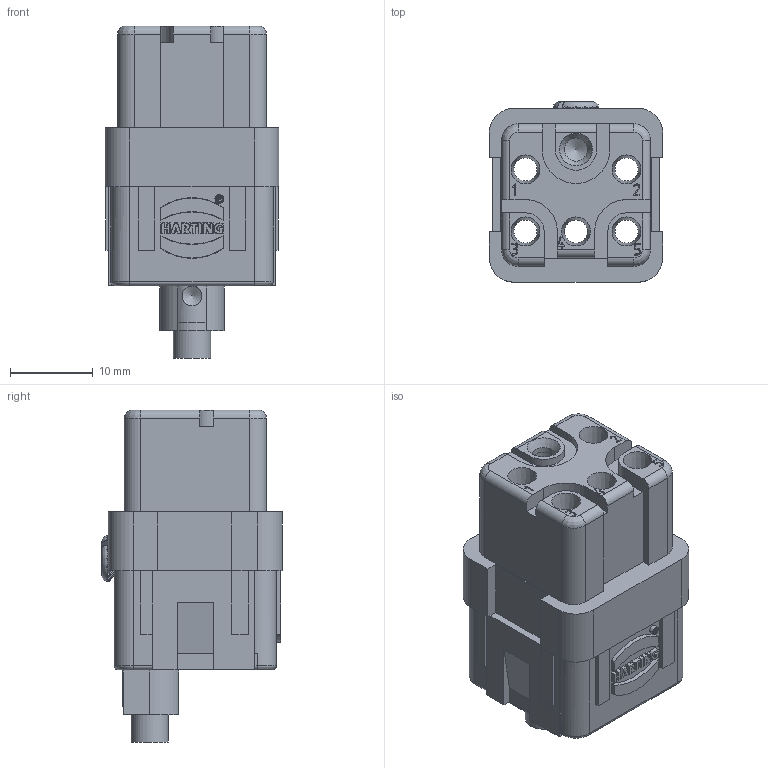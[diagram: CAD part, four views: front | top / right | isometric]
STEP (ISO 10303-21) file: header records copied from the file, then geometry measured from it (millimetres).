
FILE_DESCRIPTION(/* description */ (''),/* implementation_level */ '2;1');
FILE_NAME(/* name */ '100169788ugm000_d.stp',/* time_stamp */ '2017-11-06T07:20:29+01:00',/* author */ (''),/* organization */ (''),/* preprocessor_version */ 'ST-DEVELOPER v16',/* originating_system */ 'SIEMENS PLM Software NX 10.0',/* authorisation */ '');
FILE_SCHEMA (('AUTOMOTIVE_DESIGN { 1 0 10303 214 3 1 1 1 }'));
Length unit declared in the file: millimetre
Products named in the file (1): 100169788ugm000_d
Bounding box: 21 x 21.8 x 40.1 mm (x, y, z)
Volume: 8298.4 mm3; surface area: 6241.1 mm2
Topology: 1 solids, 1 shells, 708 faces, 2269 edges, 1893 vertices
Faces by surface type: plane 380, extrusion 138, cylinder 118, bspline 54, cone 18
Full cylindrical faces by diameter (mm): 2.4 x1, 2.8 x6, 3 x1, 3.05 x1, 3.4 x1, 4.5 x1, 4.8 x5
Entity records: 34845 total; most frequent: CARTESIAN_POINT 11043, ORIENTED_EDGE 3866, DIRECTION 2926, EDGE_CURVE 1933, VECTOR 1364, VERTEX_POINT 1288, LINE 1226, PRESENTATION_STYLE_ASSIGNMENT 1014
